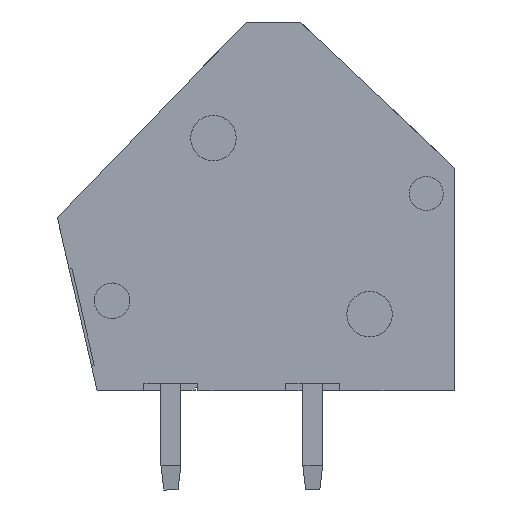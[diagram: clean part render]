
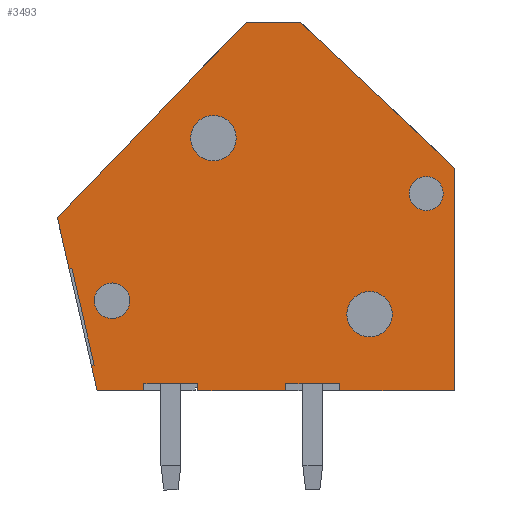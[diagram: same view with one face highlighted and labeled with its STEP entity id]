
A CAD part, left-side view. The second image highlights one B-rep face of the part: STEP entity #3493.
In plain terms, the highlighted planar face has unit normal (-1, 0, 0).
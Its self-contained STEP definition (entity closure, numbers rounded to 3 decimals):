
#121=CIRCLE('',#3740,0.625);
#122=CIRCLE('',#3741,0.8);
#123=CIRCLE('',#3742,0.8);
#124=CIRCLE('',#3743,0.6);
#271=ORIENTED_EDGE('',*,*,#1276,.T.);
#272=ORIENTED_EDGE('',*,*,#1277,.T.);
#273=ORIENTED_EDGE('',*,*,#1278,.T.);
#274=ORIENTED_EDGE('',*,*,#1279,.T.);
#275=ORIENTED_EDGE('',*,*,#1280,.T.);
#276=ORIENTED_EDGE('',*,*,#1281,.T.);
#277=ORIENTED_EDGE('',*,*,#1282,.T.);
#278=ORIENTED_EDGE('',*,*,#1283,.T.);
#279=ORIENTED_EDGE('',*,*,#1284,.T.);
#280=ORIENTED_EDGE('',*,*,#1285,.F.);
#281=ORIENTED_EDGE('',*,*,#1286,.F.);
#282=ORIENTED_EDGE('',*,*,#1287,.F.);
#283=ORIENTED_EDGE('',*,*,#1288,.T.);
#284=ORIENTED_EDGE('',*,*,#1289,.T.);
#285=ORIENTED_EDGE('',*,*,#1290,.T.);
#286=ORIENTED_EDGE('',*,*,#1291,.T.);
#287=ORIENTED_EDGE('',*,*,#1231,.T.);
#288=ORIENTED_EDGE('',*,*,#1292,.T.);
#289=ORIENTED_EDGE('',*,*,#1293,.T.);
#290=ORIENTED_EDGE('',*,*,#1294,.T.);
#291=ORIENTED_EDGE('',*,*,#1295,.T.);
#292=ORIENTED_EDGE('',*,*,#1296,.T.);
#1231=EDGE_CURVE('',#1737,#1738,#2076,.T.);
#1276=EDGE_CURVE('',#1775,#1775,#121,.T.);
#1277=EDGE_CURVE('',#1776,#1776,#122,.T.);
#1278=EDGE_CURVE('',#1777,#1777,#123,.T.);
#1279=EDGE_CURVE('',#1778,#1778,#124,.T.);
#1280=EDGE_CURVE('',#1779,#1780,#2118,.T.);
#1281=EDGE_CURVE('',#1780,#1781,#2119,.T.);
#1282=EDGE_CURVE('',#1781,#1782,#2120,.T.);
#1283=EDGE_CURVE('',#1782,#1783,#2121,.T.);
#1284=EDGE_CURVE('',#1783,#1784,#2122,.T.);
#1285=EDGE_CURVE('',#1785,#1784,#2123,.T.);
#1286=EDGE_CURVE('',#1786,#1785,#2124,.T.);
#1287=EDGE_CURVE('',#1787,#1786,#2125,.T.);
#1288=EDGE_CURVE('',#1787,#1788,#2126,.T.);
#1289=EDGE_CURVE('',#1788,#1789,#2127,.T.);
#1290=EDGE_CURVE('',#1789,#1790,#2128,.T.);
#1291=EDGE_CURVE('',#1790,#1737,#2129,.T.);
#1292=EDGE_CURVE('',#1738,#1791,#2130,.T.);
#1293=EDGE_CURVE('',#1791,#1792,#2131,.T.);
#1294=EDGE_CURVE('',#1792,#1793,#2132,.T.);
#1295=EDGE_CURVE('',#1793,#1794,#2133,.T.);
#1296=EDGE_CURVE('',#1794,#1779,#2134,.T.);
#1737=VERTEX_POINT('',#5037);
#1738=VERTEX_POINT('',#5038);
#1775=VERTEX_POINT('',#5128);
#1776=VERTEX_POINT('',#5130);
#1777=VERTEX_POINT('',#5132);
#1778=VERTEX_POINT('',#5134);
#1779=VERTEX_POINT('',#5136);
#1780=VERTEX_POINT('',#5137);
#1781=VERTEX_POINT('',#5139);
#1782=VERTEX_POINT('',#5141);
#1783=VERTEX_POINT('',#5143);
#1784=VERTEX_POINT('',#5145);
#1785=VERTEX_POINT('',#5147);
#1786=VERTEX_POINT('',#5149);
#1787=VERTEX_POINT('',#5151);
#1788=VERTEX_POINT('',#5153);
#1789=VERTEX_POINT('',#5155);
#1790=VERTEX_POINT('',#5157);
#1791=VERTEX_POINT('',#5160);
#1792=VERTEX_POINT('',#5162);
#1793=VERTEX_POINT('',#5164);
#1794=VERTEX_POINT('',#5166);
#2076=LINE('',#5036,#2485);
#2118=LINE('',#5135,#2527);
#2119=LINE('',#5138,#2528);
#2120=LINE('',#5140,#2529);
#2121=LINE('',#5142,#2530);
#2122=LINE('',#5144,#2531);
#2123=LINE('',#5146,#2532);
#2124=LINE('',#5148,#2533);
#2125=LINE('',#5150,#2534);
#2126=LINE('',#5152,#2535);
#2127=LINE('',#5154,#2536);
#2128=LINE('',#5156,#2537);
#2129=LINE('',#5158,#2538);
#2130=LINE('',#5159,#2539);
#2131=LINE('',#5161,#2540);
#2132=LINE('',#5163,#2541);
#2133=LINE('',#5165,#2542);
#2134=LINE('',#5167,#2543);
#2485=VECTOR('',#4034,1000.);
#2527=VECTOR('',#4106,1000.);
#2528=VECTOR('',#4107,1000.);
#2529=VECTOR('',#4108,1000.);
#2530=VECTOR('',#4109,1000.);
#2531=VECTOR('',#4110,1000.);
#2532=VECTOR('',#4111,1000.);
#2533=VECTOR('',#4112,1000.);
#2534=VECTOR('',#4113,1000.);
#2535=VECTOR('',#4114,1000.);
#2536=VECTOR('',#4115,1000.);
#2537=VECTOR('',#4116,1000.);
#2538=VECTOR('',#4117,1000.);
#2539=VECTOR('',#4118,1000.);
#2540=VECTOR('',#4119,1000.);
#2541=VECTOR('',#4120,1000.);
#2542=VECTOR('',#4121,1000.);
#2543=VECTOR('',#4122,1000.);
#2898=EDGE_LOOP('',(#271));
#2899=EDGE_LOOP('',(#272));
#2900=EDGE_LOOP('',(#273));
#2901=EDGE_LOOP('',(#274));
#2902=EDGE_LOOP('',(#275,#276,#277,#278,#279,#280,#281,#282,#283,#284,#285,
#286,#287,#288,#289,#290,#291,#292));
#3125=FACE_BOUND('',#2898,.T.);
#3126=FACE_BOUND('',#2899,.T.);
#3127=FACE_BOUND('',#2900,.T.);
#3128=FACE_BOUND('',#2901,.T.);
#3129=FACE_BOUND('',#2902,.T.);
#3348=PLANE('',#3739);
#3493=ADVANCED_FACE('',(#3125,#3126,#3127,#3128,#3129),#3348,.T.);
#3739=AXIS2_PLACEMENT_3D('',#5126,#4096,#4097);
#3740=AXIS2_PLACEMENT_3D('',#5127,#4098,#4099);
#3741=AXIS2_PLACEMENT_3D('',#5129,#4100,#4101);
#3742=AXIS2_PLACEMENT_3D('',#5131,#4102,#4103);
#3743=AXIS2_PLACEMENT_3D('',#5133,#4104,#4105);
#4034=DIRECTION('',(0.,0.693,-0.72));
#4096=DIRECTION('',(-1.,0.,0.));
#4097=DIRECTION('',(0.,0.,1.));
#4098=DIRECTION('',(1.,0.,0.));
#4099=DIRECTION('',(0.,-1.,0.));
#4100=DIRECTION('',(1.,0.,0.));
#4101=DIRECTION('',(0.,-1.,0.));
#4102=DIRECTION('',(1.,0.,0.));
#4103=DIRECTION('',(0.,-1.,0.));
#4104=DIRECTION('',(1.,0.,0.));
#4105=DIRECTION('',(0.,-1.,0.));
#4106=DIRECTION('',(0.,-1.,0.));
#4107=DIRECTION('',(0.,0.,1.));
#4108=DIRECTION('',(0.,-1.,0.));
#4109=DIRECTION('',(0.,0.,-1.));
#4110=DIRECTION('',(0.,-1.,0.));
#4111=DIRECTION('',(0.,0.,-1.));
#4112=DIRECTION('',(0.,1.,0.));
#4113=DIRECTION('',(0.,0.,1.));
#4114=DIRECTION('',(0.,-1.,0.));
#4115=DIRECTION('',(0.,0.,1.));
#4116=DIRECTION('',(0.,0.727,0.687));
#4117=DIRECTION('',(0.,1.,0.));
#4118=DIRECTION('',(0.,-0.224,-0.975));
#4119=DIRECTION('',(0.,-0.975,0.224));
#4120=DIRECTION('',(0.,-0.224,-0.975));
#4121=DIRECTION('',(0.,0.975,-0.224));
#4122=DIRECTION('',(0.,-0.224,-0.975));
#5036=CARTESIAN_POINT('',(-2.5,1.05,9.075));
#5037=CARTESIAN_POINT('',(-2.5,1.05,9.075));
#5038=CARTESIAN_POINT('',(-2.5,7.7,2.166));
#5126=CARTESIAN_POINT('',(-2.5,0.,0.));
#5127=CARTESIAN_POINT('',(-2.5,5.775,-0.75));
#5128=CARTESIAN_POINT('',(-2.5,5.15,-0.75));
#5129=CARTESIAN_POINT('',(-2.5,2.2,4.981));
#5130=CARTESIAN_POINT('',(-2.5,1.4,4.981));
#5131=CARTESIAN_POINT('',(-2.5,-3.304,-1.23));
#5132=CARTESIAN_POINT('',(-2.5,-4.104,-1.23));
#5133=CARTESIAN_POINT('',(-2.5,-5.3,3.025));
#5134=CARTESIAN_POINT('',(-2.5,-5.9,3.025));
#5135=CARTESIAN_POINT('',(-2.5,6.3,-3.925));
#5136=CARTESIAN_POINT('',(-2.5,6.3,-3.925));
#5137=CARTESIAN_POINT('',(-2.5,4.65,-3.925));
#5138=CARTESIAN_POINT('',(-2.5,4.65,0.));
#5139=CARTESIAN_POINT('',(-2.5,4.65,-3.675));
#5140=CARTESIAN_POINT('',(-2.5,0.,-3.675));
#5141=CARTESIAN_POINT('',(-2.5,2.75,-3.675));
#5142=CARTESIAN_POINT('',(-2.5,2.75,0.));
#5143=CARTESIAN_POINT('',(-2.5,2.75,-3.925));
#5144=CARTESIAN_POINT('',(-2.5,6.3,-3.925));
#5145=CARTESIAN_POINT('',(-2.5,-0.35,-3.925));
#5146=CARTESIAN_POINT('',(-2.5,-0.35,0.));
#5147=CARTESIAN_POINT('',(-2.5,-0.35,-3.675));
#5148=CARTESIAN_POINT('',(-2.5,0.,-3.675));
#5149=CARTESIAN_POINT('',(-2.5,-2.25,-3.675));
#5150=CARTESIAN_POINT('',(-2.5,-2.25,0.));
#5151=CARTESIAN_POINT('',(-2.5,-2.25,-3.925));
#5152=CARTESIAN_POINT('',(-2.5,6.3,-3.925));
#5153=CARTESIAN_POINT('',(-2.5,-6.3,-3.925));
#5154=CARTESIAN_POINT('',(-2.5,-6.3,-3.925));
#5155=CARTESIAN_POINT('',(-2.5,-6.3,3.925));
#5156=CARTESIAN_POINT('',(-2.5,-6.3,3.925));
#5157=CARTESIAN_POINT('',(-2.5,-0.85,9.075));
#5158=CARTESIAN_POINT('',(-2.5,-0.85,9.075));
#5159=CARTESIAN_POINT('',(-2.5,7.7,2.166));
#5160=CARTESIAN_POINT('',(-2.5,7.286,0.363));
#5161=CARTESIAN_POINT('',(-2.5,7.286,0.363));
#5162=CARTESIAN_POINT('',(-2.5,7.188,0.386));
#5163=CARTESIAN_POINT('',(-2.5,7.188,0.386));
#5164=CARTESIAN_POINT('',(-2.5,6.404,-3.025));
#5165=CARTESIAN_POINT('',(-2.5,6.404,-3.025));
#5166=CARTESIAN_POINT('',(-2.5,6.502,-3.048));
#5167=CARTESIAN_POINT('',(-2.5,6.502,-3.048));
